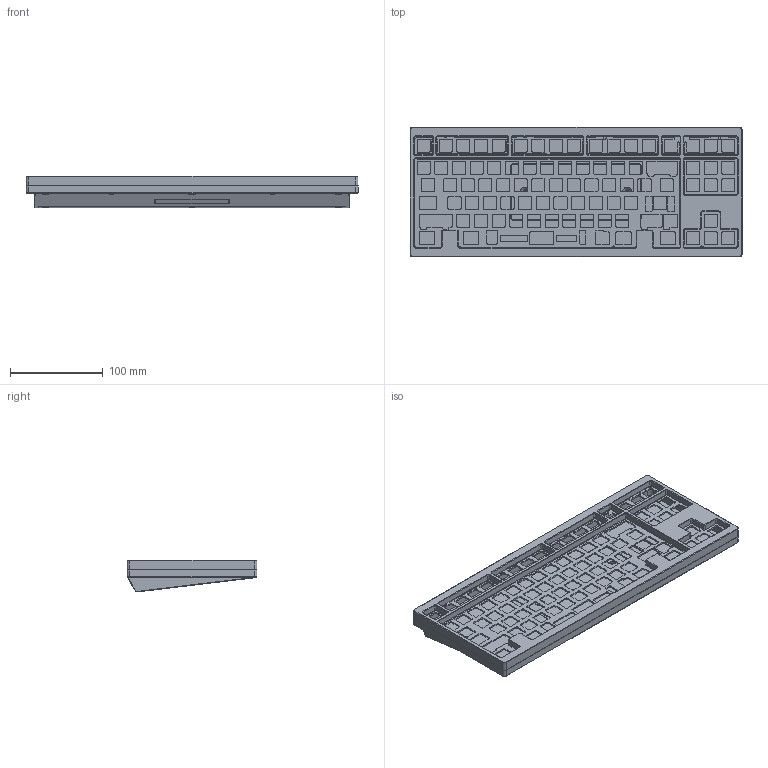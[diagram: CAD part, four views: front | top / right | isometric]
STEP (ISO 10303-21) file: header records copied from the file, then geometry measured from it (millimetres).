
FILE_DESCRIPTION(/* description */ (''),/* implementation_level */ '2;1');
FILE_NAME(/* name */ 'Production Model v7.step',/* time_stamp */ '2021-12-11T16:50:21-05:00',/* author */ (''),/* organization */ (''),/* preprocessor_version */ 'ST-DEVELOPER v18.1',/* originating_system */ 'Autodesk Translation Framework v10.10.0.1391',/* authorisation */ '');
FILE_SCHEMA (('AUTOMOTIVE_DESIGN { 1 0 10303 214 3 1 1 }'));
Length unit declared in the file: millimetre
Products named in the file (10): Production Model; IU80_TOP_PIECE_ASM; TOP_PIECE_FOR_PRODUCTION_ASM; TOP_V2_V12_ASM; TOP_WKL_STP_V1; IU80 Bottom Piece v108; F13 Plate v16; IU80 Weight v1; Weight; Component10
Assembly tree (9 placements, depth 5):
  Production Model
    IU80_TOP_PIECE_ASM
      TOP_PIECE_FOR_PRODUCTION_ASM
        TOP_V2_V12_ASM
          TOP_WKL_STP_V1
    IU80 Bottom Piece v108
    F13 Plate v16
    IU80 Weight v1
      Weight
    Component10
Bounding box: 357.86 x 140.06 x 34.24 mm (x, y, z)
Volume: 632735.6 mm3; surface area: 265010.7 mm2
Topology: 5 solids, 5 shells, 1671 faces, 4633 edges, 3016 vertices
Faces by surface type: plane 841, cylinder 712, cone 96, bspline 22
Full cylindrical faces by diameter (mm): 1.769 x6, 2.075 x12, 2.5 x3, 3 x8, 4 x6, 4.234 x2, 5 x8, 5.5 x2, 7 x6
Entity records: 54903 total; most frequent: CARTESIAN_POINT 10136, DIRECTION 9446, ORIENTED_EDGE 9262, EDGE_CURVE 4631, AXIS2_PLACEMENT_3D 3179, LINE 3088, VECTOR 3088, VERTEX_POINT 3016
